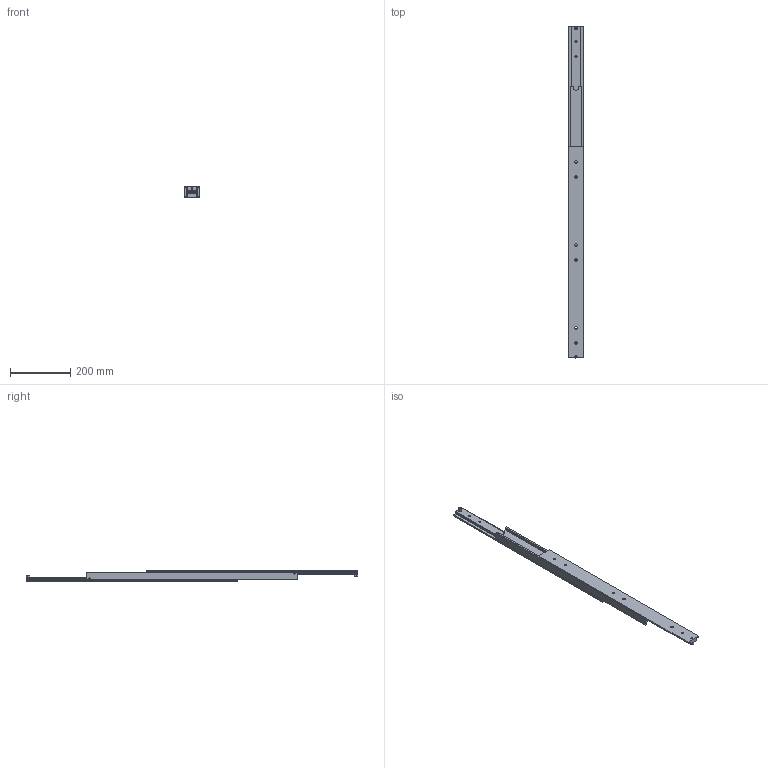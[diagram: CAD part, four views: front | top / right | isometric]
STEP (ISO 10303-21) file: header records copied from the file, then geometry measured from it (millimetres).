
FILE_DESCRIPTION((''),'2;1');
FILE_NAME('SKDTS-50-700.stp','2023-02-24T12:26:57',(''),(''),'Mechanical Desktop 2006','Mechanical Desktop 2006',', , ');
FILE_SCHEMA(('CONFIG_CONTROL_DESIGN'));
Length unit declared in the file: millimetre
Products named in the file (4): SKDTS-50B; INNER BEAM; F OUTER BEAM; OUTER BEAM
Assembly tree (3 placements, depth 2):
  SKDTS-50B
    INNER BEAM
    F OUTER BEAM
    OUTER BEAM
Bounding box: 50 x 1100 x 38 mm (x, y, z)
Volume: 1063164.7 mm3; surface area: 323425.1 mm2
Topology: 3 solids, 41 shells, 568 faces, 1434 edges, 857 vertices
Faces by surface type: cylinder 196, torus 156, plane 110, cone 102, bspline 4
Entity records: 18047 total; most frequent: CARTESIAN_POINT 3969, DIRECTION 3174, ORIENTED_EDGE 2840, EDGE_CURVE 1420, AXIS2_PLACEMENT_3D 1338, VERTEX_POINT 857, CIRCLE 762, EDGE_LOOP 613
